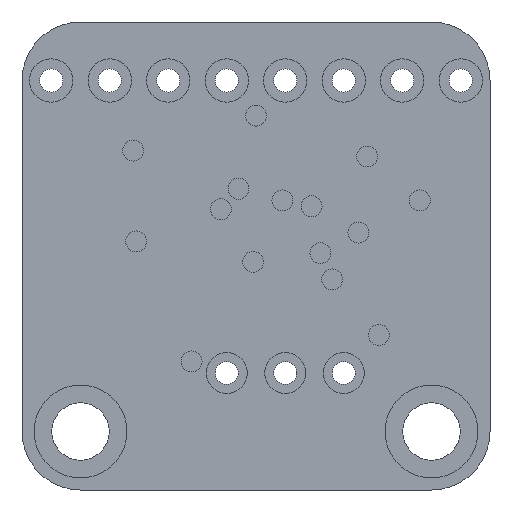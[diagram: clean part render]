
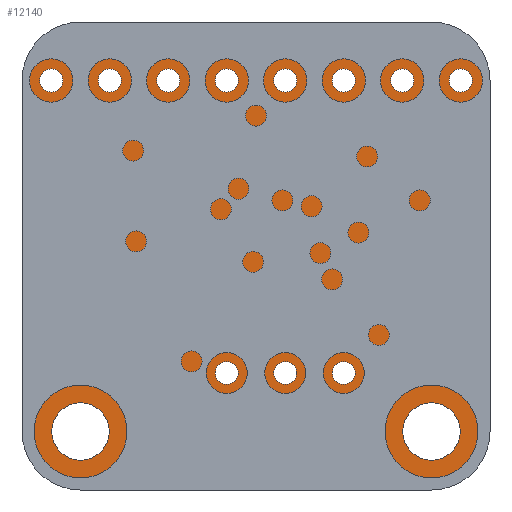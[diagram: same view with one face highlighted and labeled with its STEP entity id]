
A CAD part, front view. The second image highlights one B-rep face of the part: STEP entity #12140.
In plain terms, the highlighted planar face has unit normal (0, -1, 0).
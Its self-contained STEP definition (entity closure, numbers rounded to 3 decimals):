
#180=FACE_BOUND('',#2418,.T.);
#181=FACE_BOUND('',#2419,.T.);
#182=FACE_BOUND('',#2420,.T.);
#183=FACE_BOUND('',#2421,.T.);
#184=FACE_BOUND('',#2422,.T.);
#185=FACE_BOUND('',#2423,.T.);
#186=FACE_BOUND('',#2424,.T.);
#187=FACE_BOUND('',#2425,.T.);
#188=FACE_BOUND('',#2426,.T.);
#189=FACE_BOUND('',#2427,.T.);
#190=FACE_BOUND('',#2428,.T.);
#191=FACE_BOUND('',#2429,.T.);
#192=FACE_BOUND('',#2430,.T.);
#604=CIRCLE('',#13078,1.25);
#605=CIRCLE('',#13080,0.5);
#606=CIRCLE('',#13082,0.5);
#607=CIRCLE('',#13084,0.5);
#608=CIRCLE('',#13086,0.5);
#609=CIRCLE('',#13088,0.5);
#610=CIRCLE('',#13090,0.5);
#611=CIRCLE('',#13092,0.5);
#612=CIRCLE('',#13094,1.25);
#613=CIRCLE('',#13096,0.5);
#614=CIRCLE('',#13098,0.5);
#615=CIRCLE('',#13100,0.5);
#616=CIRCLE('',#13102,0.5);
#617=CIRCLE('',#13104,2.54);
#619=CIRCLE('',#13108,2.54);
#621=CIRCLE('',#13112,2.54);
#623=CIRCLE('',#13116,2.54);
#1612=FACE_OUTER_BOUND('',#2417,.T.);
#2417=EDGE_LOOP('',(#10740,#10741,#10742,#10743,#10744,#10745,#10746,#10747));
#2418=EDGE_LOOP('',(#10748));
#2419=EDGE_LOOP('',(#10749));
#2420=EDGE_LOOP('',(#10750));
#2421=EDGE_LOOP('',(#10751));
#2422=EDGE_LOOP('',(#10752));
#2423=EDGE_LOOP('',(#10753));
#2424=EDGE_LOOP('',(#10754));
#2425=EDGE_LOOP('',(#10755));
#2426=EDGE_LOOP('',(#10756));
#2427=EDGE_LOOP('',(#10757));
#2428=EDGE_LOOP('',(#10758));
#2429=EDGE_LOOP('',(#10759));
#2430=EDGE_LOOP('',(#10760));
#3723=LINE('',#22157,#4979);
#3727=LINE('',#22169,#4983);
#3731=LINE('',#22181,#4987);
#3735=LINE('',#22192,#4991);
#4979=VECTOR('',#16121,10.);
#4983=VECTOR('',#16133,10.);
#4987=VECTOR('',#16145,10.);
#4991=VECTOR('',#16157,10.);
#5992=VERTEX_POINT('',#22095);
#5993=VERTEX_POINT('',#22099);
#5994=VERTEX_POINT('',#22103);
#5995=VERTEX_POINT('',#22107);
#5996=VERTEX_POINT('',#22111);
#5997=VERTEX_POINT('',#22115);
#5998=VERTEX_POINT('',#22119);
#5999=VERTEX_POINT('',#22123);
#6000=VERTEX_POINT('',#22127);
#6001=VERTEX_POINT('',#22131);
#6002=VERTEX_POINT('',#22135);
#6003=VERTEX_POINT('',#22139);
#6004=VERTEX_POINT('',#22143);
#6005=VERTEX_POINT('',#22147);
#6006=VERTEX_POINT('',#22148);
#6009=VERTEX_POINT('',#22156);
#6011=VERTEX_POINT('',#22162);
#6013=VERTEX_POINT('',#22168);
#6015=VERTEX_POINT('',#22174);
#6017=VERTEX_POINT('',#22180);
#6019=VERTEX_POINT('',#22186);
#7564=EDGE_CURVE('',#5992,#5992,#604,.T.);
#7566=EDGE_CURVE('',#5993,#5993,#605,.T.);
#7568=EDGE_CURVE('',#5994,#5994,#606,.T.);
#7570=EDGE_CURVE('',#5995,#5995,#607,.T.);
#7572=EDGE_CURVE('',#5996,#5996,#608,.T.);
#7574=EDGE_CURVE('',#5997,#5997,#609,.T.);
#7576=EDGE_CURVE('',#5998,#5998,#610,.T.);
#7578=EDGE_CURVE('',#5999,#5999,#611,.T.);
#7580=EDGE_CURVE('',#6000,#6000,#612,.T.);
#7582=EDGE_CURVE('',#6001,#6001,#613,.T.);
#7584=EDGE_CURVE('',#6002,#6002,#614,.T.);
#7586=EDGE_CURVE('',#6003,#6003,#615,.T.);
#7588=EDGE_CURVE('',#6004,#6004,#616,.T.);
#7589=EDGE_CURVE('',#6005,#6006,#617,.T.);
#7593=EDGE_CURVE('',#6009,#6005,#3723,.T.);
#7596=EDGE_CURVE('',#6011,#6009,#619,.T.);
#7599=EDGE_CURVE('',#6013,#6011,#3727,.T.);
#7602=EDGE_CURVE('',#6015,#6013,#621,.T.);
#7605=EDGE_CURVE('',#6017,#6015,#3731,.T.);
#7608=EDGE_CURVE('',#6019,#6017,#623,.T.);
#7611=EDGE_CURVE('',#6006,#6019,#3735,.T.);
#10740=ORIENTED_EDGE('',*,*,#7611,.F.);
#10741=ORIENTED_EDGE('',*,*,#7589,.F.);
#10742=ORIENTED_EDGE('',*,*,#7593,.F.);
#10743=ORIENTED_EDGE('',*,*,#7596,.F.);
#10744=ORIENTED_EDGE('',*,*,#7599,.F.);
#10745=ORIENTED_EDGE('',*,*,#7602,.F.);
#10746=ORIENTED_EDGE('',*,*,#7605,.F.);
#10747=ORIENTED_EDGE('',*,*,#7608,.F.);
#10748=ORIENTED_EDGE('',*,*,#7588,.F.);
#10749=ORIENTED_EDGE('',*,*,#7586,.F.);
#10750=ORIENTED_EDGE('',*,*,#7584,.F.);
#10751=ORIENTED_EDGE('',*,*,#7582,.F.);
#10752=ORIENTED_EDGE('',*,*,#7580,.F.);
#10753=ORIENTED_EDGE('',*,*,#7578,.F.);
#10754=ORIENTED_EDGE('',*,*,#7576,.F.);
#10755=ORIENTED_EDGE('',*,*,#7574,.F.);
#10756=ORIENTED_EDGE('',*,*,#7572,.F.);
#10757=ORIENTED_EDGE('',*,*,#7570,.F.);
#10758=ORIENTED_EDGE('',*,*,#7568,.F.);
#10759=ORIENTED_EDGE('',*,*,#7566,.F.);
#10760=ORIENTED_EDGE('',*,*,#7564,.F.);
#11472=PLANE('',#13120);
#12140=ADVANCED_FACE('',(#1612,#180,#181,#182,#183,#184,#185,#186,#187,
#188,#189,#190,#191,#192),#11472,.F.);
#13078=AXIS2_PLACEMENT_3D('',#22097,#16049,#16050);
#13080=AXIS2_PLACEMENT_3D('',#22101,#16054,#16055);
#13082=AXIS2_PLACEMENT_3D('',#22105,#16059,#16060);
#13084=AXIS2_PLACEMENT_3D('',#22109,#16064,#16065);
#13086=AXIS2_PLACEMENT_3D('',#22113,#16069,#16070);
#13088=AXIS2_PLACEMENT_3D('',#22117,#16074,#16075);
#13090=AXIS2_PLACEMENT_3D('',#22121,#16079,#16080);
#13092=AXIS2_PLACEMENT_3D('',#22125,#16084,#16085);
#13094=AXIS2_PLACEMENT_3D('',#22129,#16089,#16090);
#13096=AXIS2_PLACEMENT_3D('',#22133,#16094,#16095);
#13098=AXIS2_PLACEMENT_3D('',#22137,#16099,#16100);
#13100=AXIS2_PLACEMENT_3D('',#22141,#16104,#16105);
#13102=AXIS2_PLACEMENT_3D('',#22145,#16109,#16110);
#13104=AXIS2_PLACEMENT_3D('',#22149,#16113,#16114);
#13108=AXIS2_PLACEMENT_3D('',#22163,#16126,#16127);
#13112=AXIS2_PLACEMENT_3D('',#22175,#16138,#16139);
#13116=AXIS2_PLACEMENT_3D('',#22187,#16150,#16151);
#13120=AXIS2_PLACEMENT_3D('',#22195,#16161,#16162);
#16049=DIRECTION('center_axis',(0.,-1.,0.));
#16050=DIRECTION('ref_axis',(1.,0.,0.));
#16054=DIRECTION('center_axis',(0.,-1.,0.));
#16055=DIRECTION('ref_axis',(1.,0.,0.));
#16059=DIRECTION('center_axis',(0.,-1.,0.));
#16060=DIRECTION('ref_axis',(1.,0.,0.));
#16064=DIRECTION('center_axis',(0.,-1.,0.));
#16065=DIRECTION('ref_axis',(1.,0.,0.));
#16069=DIRECTION('center_axis',(0.,-1.,0.));
#16070=DIRECTION('ref_axis',(1.,0.,0.));
#16074=DIRECTION('center_axis',(0.,-1.,0.));
#16075=DIRECTION('ref_axis',(1.,0.,0.));
#16079=DIRECTION('center_axis',(0.,-1.,0.));
#16080=DIRECTION('ref_axis',(1.,0.,0.));
#16084=DIRECTION('center_axis',(0.,-1.,0.));
#16085=DIRECTION('ref_axis',(1.,0.,0.));
#16089=DIRECTION('center_axis',(0.,-1.,0.));
#16090=DIRECTION('ref_axis',(1.,0.,0.));
#16094=DIRECTION('center_axis',(0.,-1.,0.));
#16095=DIRECTION('ref_axis',(1.,0.,0.));
#16099=DIRECTION('center_axis',(0.,-1.,0.));
#16100=DIRECTION('ref_axis',(1.,0.,0.));
#16104=DIRECTION('center_axis',(0.,-1.,0.));
#16105=DIRECTION('ref_axis',(1.,0.,0.));
#16109=DIRECTION('center_axis',(0.,-1.,0.));
#16110=DIRECTION('ref_axis',(1.,0.,0.));
#16113=DIRECTION('center_axis',(0.,1.,0.));
#16114=DIRECTION('ref_axis',(-1.,0.,0.));
#16121=DIRECTION('',(0.,0.,1.));
#16126=DIRECTION('center_axis',(0.,1.,0.));
#16127=DIRECTION('ref_axis',(0.,0.,-1.));
#16133=DIRECTION('',(-1.,0.,0.));
#16138=DIRECTION('center_axis',(0.,1.,0.));
#16139=DIRECTION('ref_axis',(1.,0.,0.));
#16145=DIRECTION('',(0.,0.,-1.));
#16150=DIRECTION('center_axis',(0.,1.,0.));
#16151=DIRECTION('ref_axis',(0.,0.,1.));
#16157=DIRECTION('',(1.,0.,0.));
#16161=DIRECTION('center_axis',(0.,1.,0.));
#16162=DIRECTION('ref_axis',(1.,0.,0.));
#22095=CARTESIAN_POINT('',(1.29,0.,-17.78));
#22097=CARTESIAN_POINT('Origin',(2.54,0.,-17.78));
#22099=CARTESIAN_POINT('',(10.93,0.,-15.24));
#22101=CARTESIAN_POINT('Origin',(11.43,0.,-15.24));
#22103=CARTESIAN_POINT('',(13.47,0.,-2.54));
#22105=CARTESIAN_POINT('Origin',(13.97,0.,-2.54));
#22107=CARTESIAN_POINT('',(8.39,0.,-2.54));
#22109=CARTESIAN_POINT('Origin',(8.89,0.,-2.54));
#22111=CARTESIAN_POINT('',(5.85,0.,-2.54));
#22113=CARTESIAN_POINT('Origin',(6.35,0.,-2.54));
#22115=CARTESIAN_POINT('',(13.47,0.,-15.24));
#22117=CARTESIAN_POINT('Origin',(13.97,0.,-15.24));
#22119=CARTESIAN_POINT('',(8.39,0.,-15.24));
#22121=CARTESIAN_POINT('Origin',(8.89,0.,-15.24));
#22123=CARTESIAN_POINT('',(16.01,0.,-2.54));
#22125=CARTESIAN_POINT('Origin',(16.51,0.,-2.54));
#22127=CARTESIAN_POINT('',(16.53,0.,-17.78));
#22129=CARTESIAN_POINT('Origin',(17.78,0.,-17.78));
#22131=CARTESIAN_POINT('',(0.77,0.,-2.54));
#22133=CARTESIAN_POINT('Origin',(1.27,0.,-2.54));
#22135=CARTESIAN_POINT('',(10.93,0.,-2.54));
#22137=CARTESIAN_POINT('Origin',(11.43,0.,-2.54));
#22139=CARTESIAN_POINT('',(18.55,0.,-2.54));
#22141=CARTESIAN_POINT('Origin',(19.05,0.,-2.54));
#22143=CARTESIAN_POINT('',(3.31,0.,-2.54));
#22145=CARTESIAN_POINT('Origin',(3.81,0.,-2.54));
#22147=CARTESIAN_POINT('',(0.,0.,-2.54));
#22148=CARTESIAN_POINT('',(2.54,0.,0.));
#22149=CARTESIAN_POINT('Origin',(2.54,0.,-2.54));
#22156=CARTESIAN_POINT('',(0.,0.,-17.78));
#22157=CARTESIAN_POINT('',(0.,0.,-17.78));
#22162=CARTESIAN_POINT('',(2.54,0.,-20.32));
#22163=CARTESIAN_POINT('Origin',(2.54,0.,-17.78));
#22168=CARTESIAN_POINT('',(17.78,0.,-20.32));
#22169=CARTESIAN_POINT('',(17.78,0.,-20.32));
#22174=CARTESIAN_POINT('',(20.32,0.,-17.78));
#22175=CARTESIAN_POINT('Origin',(17.78,0.,-17.78));
#22180=CARTESIAN_POINT('',(20.32,0.,-2.54));
#22181=CARTESIAN_POINT('',(20.32,0.,-2.54));
#22186=CARTESIAN_POINT('',(17.78,0.,0.));
#22187=CARTESIAN_POINT('Origin',(17.78,0.,-2.54));
#22192=CARTESIAN_POINT('',(2.54,0.,0.));
#22195=CARTESIAN_POINT('Origin',(10.16,0.,-10.16));
